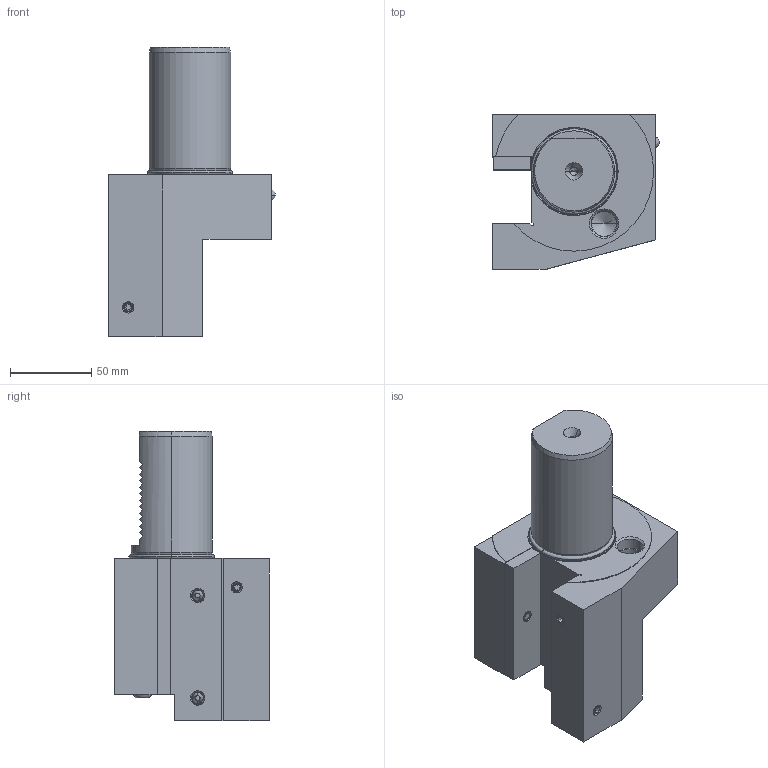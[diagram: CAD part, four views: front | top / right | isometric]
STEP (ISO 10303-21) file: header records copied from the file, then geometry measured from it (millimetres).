
FILE_DESCRIPTION (( 'STEP AP203' ), '1' );
FILE_NAME ('VDI50 C1.STEP', '2017-12-26T10:54:49', ( '' ), ( '' ), 'SwSTEP 2.0', 'SolidWorks 2012', '' );
FILE_SCHEMA (( 'CONFIG_CONTROL_DESIGN' ));
Length unit declared in the file: millimetre
Products named in the file (14): O型環10; M6螺絲投; VDI50  C1; 管螺文螺絲; 皿頭_M5; 出水銅嘴; M16平頭螺絲25; M6x25; O型環48.7; M8尖頭螺絲; 8止水鉚珠; 84x23x8; 18x7.8; C1_成品圖
Assembly tree (17 placements, depth 2):
  VDI50  C1
    C1_成品圖
    84x23x8
    8止水鉚珠
    18x7.8
    M6x25
    M16平頭螺絲25  x2
    M8尖頭螺絲  x2
    O型環48.7
    出水銅嘴
    皿頭_M5
    管螺文螺絲
    O型環10
    M6螺絲投  x3
Bounding box: 102.5 x 95 x 178 mm (x, y, z)
Volume: 688300.1 mm3; surface area: 96476.2 mm2
Topology: 18 solids, 18 shells, 823 faces, 2171 edges, 1375 vertices
Faces by surface type: cylinder 358, cone 233, plane 160, bspline 46, torus 18, sphere 8
Entity records: 63509 total; most frequent: CARTESIAN_POINT 46562, ORIENTED_EDGE 3668, DIRECTION 2763, EDGE_CURVE 1834, VERTEX_POINT 1163, AXIS2_PLACEMENT_3D 1026, EDGE_LOOP 741, LINE 711
